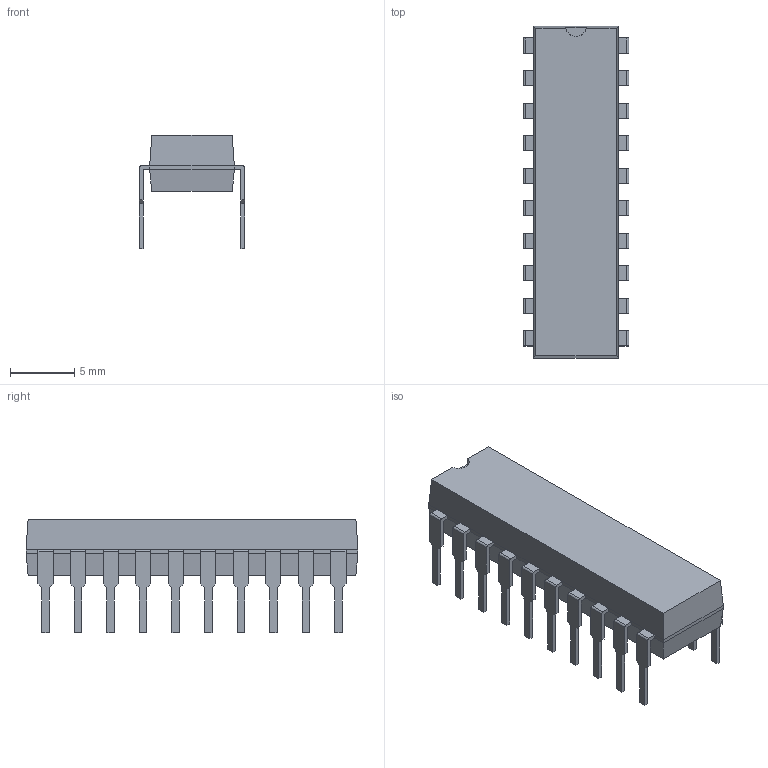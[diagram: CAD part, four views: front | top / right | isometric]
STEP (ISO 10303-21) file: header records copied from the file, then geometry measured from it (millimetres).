
FILE_DESCRIPTION(('CAx-IF Rec.Pracs.---Model Styling and Organization---1.5---2016-08-15','CAx-IF Rec.Pracs.---Geometric and Assembly Validation Properties---4.4---2016-08-17','CAx-IF Rec.Pracs.---User Defined Attributes---1.5---2016-08-15','CAx-IF Rec.Pracs.---External References---2.1---2005-01-19'),'2;1');
FILE_NAME('247373.1.1.step','2023-04-04T20:48:43',('Unspecified'),('Unspecified'),'CAD Exchanger 3.8.1 (cadexchanger.com)','Unspecified','');
FILE_SCHEMA(('AUTOMOTIVE_DESIGN { 1 0 10303 214 1 1 1 1 }'));
Length unit declared in the file: millimetre
Products named in the file (3): ASSEMBLY; Body; PinsArrayLR
Assembly tree (2 placements, depth 2):
  ASSEMBLY
    Body
    PinsArrayLR
Bounding box: 8.23 x 25.91 x 8.83 mm (x, y, z)
Volume: 761.7 mm3; surface area: 938.8 mm2
Topology: 21 solids, 21 shells, 276 faces, 694 edges, 460 vertices
Faces by surface type: plane 255, cylinder 21
Entity records: 8281 total; most frequent: CARTESIAN_POINT 1431, ORIENTED_EDGE 1388, DIRECTION 1292, EDGE_CURVE 694, LINE 650, VECTOR 650, VERTEX_POINT 460, AXIS2_PLACEMENT_3D 321
